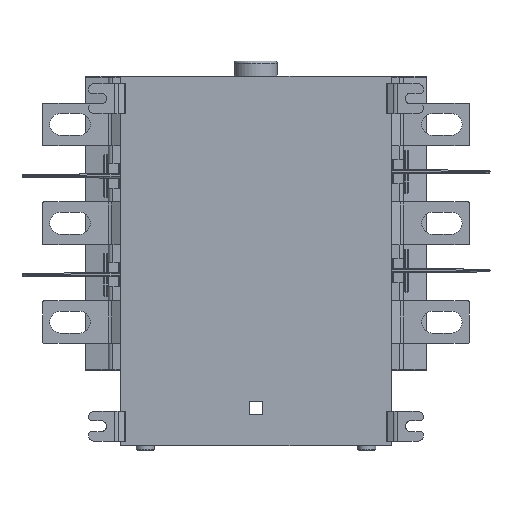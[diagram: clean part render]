
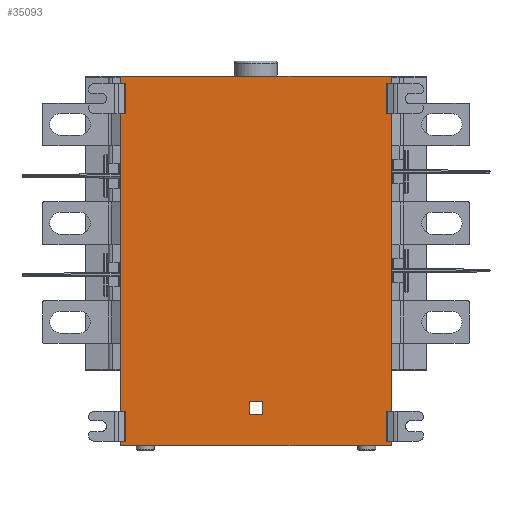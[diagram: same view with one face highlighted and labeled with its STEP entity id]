
A CAD part, front view. The second image highlights one B-rep face of the part: STEP entity #35093.
In plain terms, the highlighted planar face has unit normal (0, -1, 0).
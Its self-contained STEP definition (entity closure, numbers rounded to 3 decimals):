
#111=CARTESIAN_POINT('',(63.839,-70.187,-57.));
#112=DIRECTION('',(0.,-1.,0.));
#113=DIRECTION('',(0.,0.,-1.));
#114=AXIS2_PLACEMENT_3D('',#111,#112,#113);
#119=CARTESIAN_POINT('',(-61.161,-70.187,-57.));
#120=DIRECTION('',(0.,-1.,0.));
#121=DIRECTION('',(-1.,0.,0.));
#122=AXIS2_PLACEMENT_3D('',#119,#120,#121);
#127=CARTESIAN_POINT('',(-61.161,-70.187,114.));
#128=DIRECTION('',(0.,-1.,0.));
#129=DIRECTION('',(0.,0.,1.));
#130=AXIS2_PLACEMENT_3D('',#127,#128,#129);
#135=CARTESIAN_POINT('',(63.839,-70.187,114.));
#136=DIRECTION('',(0.,-1.,0.));
#137=DIRECTION('',(1.,0.,0.));
#138=AXIS2_PLACEMENT_3D('',#135,#136,#137);
#143=DIRECTION('',(0.,0.,-1.));
#144=VECTOR('',#143,6.1);
#145=CARTESIAN_POINT('',(4.389,-70.187,-36.95));
#146=LINE('',#145,#144);
#150=DIRECTION('',(1.,0.,0.));
#151=VECTOR('',#150,6.1);
#152=CARTESIAN_POINT('',(-1.711,-70.187,-36.95));
#153=LINE('',#152,#151);
#157=DIRECTION('',(0.,0.,1.));
#158=VECTOR('',#157,6.1);
#159=CARTESIAN_POINT('',(-1.711,-70.187,-43.05));
#160=LINE('',#159,#158);
#164=DIRECTION('',(-1.,0.,0.));
#165=VECTOR('',#164,6.1);
#166=CARTESIAN_POINT('',(4.389,-70.187,-43.05));
#167=LINE('',#166,#165);
#171=DIRECTION('',(0.,0.,-1.));
#172=VECTOR('',#171,14.);
#173=CARTESIAN_POINT('',(61.882,-70.187,-41.5));
#174=LINE('',#173,#172);
#185=DIRECTION('',(1.,0.,0.));
#186=VECTOR('',#185,2.456);
#187=CARTESIAN_POINT('',(61.882,-70.187,-55.5));
#188=LINE('',#187,#186);
#230=DIRECTION('',(-1.,0.,0.));
#231=VECTOR('',#230,2.456);
#232=CARTESIAN_POINT('',(64.339,-70.187,-41.5));
#233=LINE('',#232,#231);
#296=DIRECTION('',(0.,0.,-1.));
#297=VECTOR('',#296,138.5);
#298=CARTESIAN_POINT('',(64.339,-70.187,97.));
#299=LINE('',#298,#297);
#324=DIRECTION('',(0.,0.,-1.));
#325=VECTOR('',#324,3.);
#326=CARTESIAN_POINT('',(64.339,-70.187,114.));
#327=LINE('',#326,#325);
#359=DIRECTION('',(0.,0.,-1.));
#360=VECTOR('',#359,1.5);
#361=CARTESIAN_POINT('',(64.339,-70.187,-55.5));
#362=LINE('',#361,#360);
#996=DIRECTION('',(1.,0.,0.));
#997=VECTOR('',#996,2.456);
#998=CARTESIAN_POINT('',(61.882,-70.187,97.));
#999=LINE('',#998,#997);
#1041=DIRECTION('',(0.,0.,-1.));
#1042=VECTOR('',#1041,14.);
#1043=CARTESIAN_POINT('',(61.882,-70.187,111.));
#1044=LINE('',#1043,#1042);
#1055=DIRECTION('',(-1.,0.,0.));
#1056=VECTOR('',#1055,2.456);
#1057=CARTESIAN_POINT('',(64.339,-70.187,111.));
#1058=LINE('',#1057,#1056);
#1406=DIRECTION('',(1.,0.,0.));
#1407=VECTOR('',#1406,125.);
#1408=CARTESIAN_POINT('',(-61.161,-70.187,114.5));
#1409=LINE('',#1408,#1407);
#2070=DIRECTION('',(0.,0.,1.));
#2071=VECTOR('',#2070,3.);
#2072=CARTESIAN_POINT('',(-61.661,-70.187,
111.));
#2073=LINE('',#2072,#2071);
#2077=DIRECTION('',(0.,0.,1.));
#2078=VECTOR('',#2077,138.5);
#2079=CARTESIAN_POINT('',(-61.661,-70.187,
-41.5));
#2080=LINE('',#2079,#2078);
#2084=DIRECTION('',(0.,0.,1.));
#2085=VECTOR('',#2084,1.5);
#2086=CARTESIAN_POINT('',(-61.661,-70.187,-57.));
#2087=LINE('',#2086,#2085);
#2183=DIRECTION('',(-1.,0.,0.));
#2184=VECTOR('',#2183,125.);
#2185=CARTESIAN_POINT('',(63.839,-70.187,-57.5));
#2186=LINE('',#2185,#2184);
#3416=DIRECTION('',(-1.,0.,0.));
#3417=VECTOR('',#3416,2.502);
#3418=CARTESIAN_POINT('',(-59.159,-70.187,111.));
#3419=LINE('',#3418,#3417);
#3468=DIRECTION('',(0.,0.,1.));
#3469=VECTOR('',#3468,14.);
#3470=CARTESIAN_POINT('',(-59.159,-70.187,97.));
#3471=LINE('',#3470,#3469);
#3482=DIRECTION('',(1.,0.,0.));
#3483=VECTOR('',#3482,2.502);
#3484=CARTESIAN_POINT('',(-61.661,-70.187,
97.));
#3485=LINE('',#3484,#3483);
#3799=DIRECTION('',(-1.,0.,0.));
#3800=VECTOR('',#3799,2.502);
#3801=CARTESIAN_POINT('',(-59.159,-70.187,-41.5));
#3802=LINE('',#3801,#3800);
#3851=DIRECTION('',(0.,0.,1.));
#3852=VECTOR('',#3851,14.);
#3853=CARTESIAN_POINT('',(-59.159,-70.187,-55.5));
#3854=LINE('',#3853,#3852);
#3865=DIRECTION('',(1.,0.,0.));
#3866=VECTOR('',#3865,2.502);
#3867=CARTESIAN_POINT('',(-61.661,-70.187,
-55.5));
#3868=LINE('',#3867,#3866);
#32382=CARTESIAN_POINT('',(64.339,-70.187,-57.));
#32383=VERTEX_POINT('',#32382);
#32384=CARTESIAN_POINT('',(63.839,-70.187,-57.5));
#32385=VERTEX_POINT('',#32384);
#32387=CARTESIAN_POINT('',(-61.161,-70.187,-57.5));
#32389=VERTEX_POINT('',#32387);
#34558=CARTESIAN_POINT('',(-61.161,-70.187,114.5));
#34559=VERTEX_POINT('',#34558);
#34560=CARTESIAN_POINT('',(63.839,-70.187,114.5));
#34561=VERTEX_POINT('',#34560);
#34562=CARTESIAN_POINT('',(-61.661,-70.187,114.));
#34563=VERTEX_POINT('',#34562);
#34628=CARTESIAN_POINT('',(-59.159,-70.187,111.));
#34629=CARTESIAN_POINT('',(-61.661,-70.187,
111.));
#34630=VERTEX_POINT('',#34628);
#34631=VERTEX_POINT('',#34629);
#34632=CARTESIAN_POINT('',(-59.159,-70.187,
97.));
#34633=VERTEX_POINT('',#34632);
#34634=CARTESIAN_POINT('',(-61.661,-70.187,
97.));
#34635=VERTEX_POINT('',#34634);
#34700=CARTESIAN_POINT('',(-59.159,-70.187,-41.5));
#34701=CARTESIAN_POINT('',(-61.661,-70.187,
-41.5));
#34702=VERTEX_POINT('',#34700);
#34703=VERTEX_POINT('',#34701);
#34704=CARTESIAN_POINT('',(-59.159,-70.187,
-55.5));
#34705=VERTEX_POINT('',#34704);
#34706=CARTESIAN_POINT('',(-61.661,-70.187,
-55.5));
#34707=VERTEX_POINT('',#34706);
#34708=CARTESIAN_POINT('',(-61.661,-70.187,-57.));
#34709=VERTEX_POINT('',#34708);
#34721=CARTESIAN_POINT('',(64.339,-70.187,114.));
#34722=VERTEX_POINT('',#34721);
#34783=CARTESIAN_POINT('',(61.882,-70.187,
97.));
#34784=VERTEX_POINT('',#34783);
#34785=CARTESIAN_POINT('',(61.882,-70.187,
111.));
#34786=VERTEX_POINT('',#34785);
#34787=CARTESIAN_POINT('',(64.339,-70.187,
111.));
#34788=VERTEX_POINT('',#34787);
#34793=CARTESIAN_POINT('',(64.339,-70.187,
97.));
#34794=VERTEX_POINT('',#34793);
#34855=CARTESIAN_POINT('',(61.882,-70.187,-55.5));
#34856=CARTESIAN_POINT('',(64.339,-70.187,
-55.5));
#34857=VERTEX_POINT('',#34855);
#34858=VERTEX_POINT('',#34856);
#34861=CARTESIAN_POINT('',(61.882,-70.187,
-41.5));
#34862=VERTEX_POINT('',#34861);
#34863=CARTESIAN_POINT('',(64.339,-70.187,
-41.5));
#34864=VERTEX_POINT('',#34863);
#34918=CARTESIAN_POINT('',(4.389,-70.187,-36.95));
#34919=CARTESIAN_POINT('',(4.389,-70.187,-43.05));
#34920=VERTEX_POINT('',#34918);
#34921=VERTEX_POINT('',#34919);
#34922=CARTESIAN_POINT('',(-1.711,-70.187,-43.05));
#34923=VERTEX_POINT('',#34922);
#34924=CARTESIAN_POINT('',(-1.711,-70.187,-36.95));
#34925=VERTEX_POINT('',#34924);
#35032=CARTESIAN_POINT('',(1.339,-70.187,28.5));
#35033=DIRECTION('',(0.,1.,0.));
#35034=DIRECTION('',(-1.,0.,0.));
#35035=AXIS2_PLACEMENT_3D('',#35032,#35033,#35034);
#35036=PLANE('',#35035);
#35038=ORIENTED_EDGE('',*,*,#35037,.T.);
#35040=ORIENTED_EDGE('',*,*,#35039,.T.);
#35042=ORIENTED_EDGE('',*,*,#35041,.T.);
#35044=ORIENTED_EDGE('',*,*,#35043,.F.);
#35046=ORIENTED_EDGE('',*,*,#35045,.T.);
#35048=ORIENTED_EDGE('',*,*,#35047,.F.);
#35050=ORIENTED_EDGE('',*,*,#35049,.T.);
#35052=ORIENTED_EDGE('',*,*,#35051,.T.);
#35054=ORIENTED_EDGE('',*,*,#35053,.T.);
#35056=ORIENTED_EDGE('',*,*,#35055,.T.);
#35058=ORIENTED_EDGE('',*,*,#35057,.T.);
#35060=ORIENTED_EDGE('',*,*,#35059,.T.);
#35062=ORIENTED_EDGE('',*,*,#35061,.T.);
#35064=ORIENTED_EDGE('',*,*,#35063,.T.);
#35066=ORIENTED_EDGE('',*,*,#35065,.T.);
#35068=ORIENTED_EDGE('',*,*,#35067,.F.);
#35070=ORIENTED_EDGE('',*,*,#35069,.T.);
#35072=ORIENTED_EDGE('',*,*,#35071,.F.);
#35074=ORIENTED_EDGE('',*,*,#35073,.T.);
#35076=ORIENTED_EDGE('',*,*,#35075,.T.);
#35078=ORIENTED_EDGE('',*,*,#35077,.T.);
#35080=ORIENTED_EDGE('',*,*,#35079,.T.);
#35082=ORIENTED_EDGE('',*,*,#35081,.T.);
#35084=ORIENTED_EDGE('',*,*,#35083,.T.);
#35085=EDGE_LOOP('',(#35038,#35040,#35042,#35044,#35046,#35048,#35050,#35052,
#35054,#35056,#35058,#35060,#35062,#35064,#35066,#35068,#35070,#35072,#35074,
#35076,#35078,#35080,#35082,#35084));
#35086=FACE_OUTER_BOUND('',#35085,.F.);
#35087=ORIENTED_EDGE('',*,*,#34983,.F.);
#35088=ORIENTED_EDGE('',*,*,#34998,.F.);
#35089=ORIENTED_EDGE('',*,*,#35012,.F.);
#35090=ORIENTED_EDGE('',*,*,#35025,.F.);
#35091=EDGE_LOOP('',(#35087,#35088,#35089,#35090));
#35092=FACE_BOUND('',#35091,.F.);
#35093=ADVANCED_FACE('',(#35086,#35092),#35036,.F.);
#115=CIRCLE('',#114,0.5);
#123=CIRCLE('',#122,0.5);
#131=CIRCLE('',#130,0.5);
#139=CIRCLE('',#138,0.5);
#34983=EDGE_CURVE('',#34920,#34921,#146,.T.);
#34998=EDGE_CURVE('',#34925,#34920,#153,.T.);
#35012=EDGE_CURVE('',#34923,#34925,#160,.T.);
#35025=EDGE_CURVE('',#34921,#34923,#167,.T.);
#35037=EDGE_CURVE('',#34862,#34857,#174,.T.);
#35039=EDGE_CURVE('',#34857,#34858,#188,.T.);
#35041=EDGE_CURVE('',#34858,#32383,#362,.T.);
#35043=EDGE_CURVE('',#32385,#32383,#115,.T.);
#35045=EDGE_CURVE('',#32385,#32389,#2186,.T.);
#35047=EDGE_CURVE('',#34709,#32389,#123,.T.);
#35049=EDGE_CURVE('',#34709,#34707,#2087,.T.);
#35051=EDGE_CURVE('',#34707,#34705,#3868,.T.);
#35053=EDGE_CURVE('',#34705,#34702,#3854,.T.);
#35055=EDGE_CURVE('',#34702,#34703,#3802,.T.);
#35057=EDGE_CURVE('',#34703,#34635,#2080,.T.);
#35059=EDGE_CURVE('',#34635,#34633,#3485,.T.);
#35061=EDGE_CURVE('',#34633,#34630,#3471,.T.);
#35063=EDGE_CURVE('',#34630,#34631,#3419,.T.);
#35065=EDGE_CURVE('',#34631,#34563,#2073,.T.);
#35067=EDGE_CURVE('',#34559,#34563,#131,.T.);
#35069=EDGE_CURVE('',#34559,#34561,#1409,.T.);
#35071=EDGE_CURVE('',#34722,#34561,#139,.T.);
#35073=EDGE_CURVE('',#34722,#34788,#327,.T.);
#35075=EDGE_CURVE('',#34788,#34786,#1058,.T.);
#35077=EDGE_CURVE('',#34786,#34784,#1044,.T.);
#35079=EDGE_CURVE('',#34784,#34794,#999,.T.);
#35081=EDGE_CURVE('',#34794,#34864,#299,.T.);
#35083=EDGE_CURVE('',#34864,#34862,#233,.T.);
